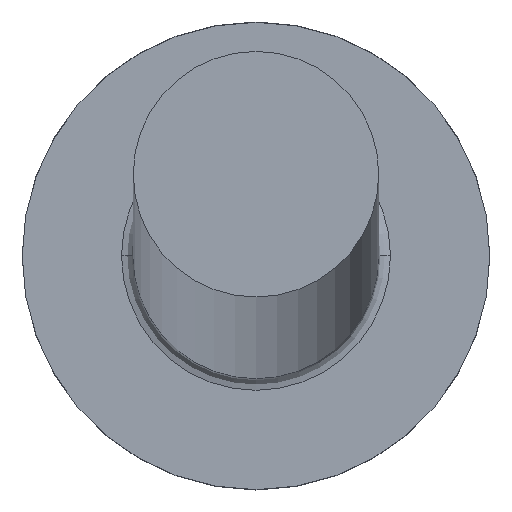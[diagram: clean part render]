
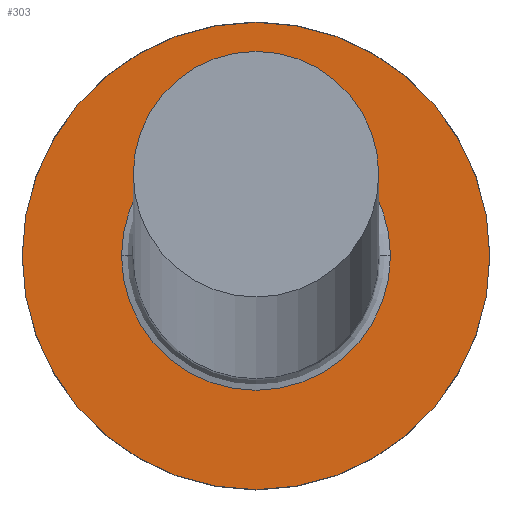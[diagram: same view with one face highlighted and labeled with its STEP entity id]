
A CAD part, top view. The second image highlights one B-rep face of the part: STEP entity #303.
In plain terms, the highlighted planar face has unit normal (0, 0, 1).
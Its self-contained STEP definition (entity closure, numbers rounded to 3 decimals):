
#12 = DIRECTION ( 'NONE',  ( 1., 0., 0. ) ) ;
#25 = DIRECTION ( 'NONE',  ( 0., 0., -1. ) ) ;
#34 = DIRECTION ( 'NONE',  ( 1., 0., 0. ) ) ;
#40 = AXIS2_PLACEMENT_3D ( 'NONE', #201, #267, #12 ) ;
#43 = PLANE ( 'NONE',  #296 ) ;
#56 = CARTESIAN_POINT ( 'NONE',  ( 0., 0., 3. ) ) ;
#61 = DIRECTION ( 'NONE',  ( 0., 0., 1. ) ) ;
#66 = CIRCLE ( 'NONE', #197, 2.3 ) ;
#70 = VERTEX_POINT ( 'NONE', #113 ) ;
#72 = ORIENTED_EDGE ( 'NONE', *, *, #223, .T. ) ;
#76 = DIRECTION ( 'NONE',  ( 0., 0., -1. ) ) ;
#77 = CIRCLE ( 'NONE', #246, 2.3 ) ;
#80 = CARTESIAN_POINT ( 'NONE',  ( 0., 0., 3. ) ) ;
#88 = EDGE_CURVE ( 'NONE', #307, #161, #66, .T. ) ;
#94 = EDGE_LOOP ( 'NONE', ( #72, #281 ) ) ;
#100 = CIRCLE ( 'NONE', #272, 4. ) ;
#105 = CARTESIAN_POINT ( 'NONE',  ( -2.3, 0., 3. ) ) ;
#113 = CARTESIAN_POINT ( 'NONE',  ( 4., 0., 3. ) ) ;
#117 = DIRECTION ( 'NONE',  ( 1., 0., 0. ) ) ;
#152 = CARTESIAN_POINT ( 'NONE',  ( -4., 0., 3. ) ) ;
#154 = DIRECTION ( 'NONE',  ( 1., 0., 0. ) ) ;
#157 = FACE_BOUND ( 'NONE', #290, .T. ) ;
#161 = VERTEX_POINT ( 'NONE', #214 ) ;
#172 = CARTESIAN_POINT ( 'NONE',  ( 0., 0., 3. ) ) ;
#174 = EDGE_CURVE ( 'NONE', #161, #307, #77, .T. ) ;
#186 = DIRECTION ( 'NONE',  ( 1., 0., 0. ) ) ;
#196 = DIRECTION ( 'NONE',  ( 0., 0., 1. ) ) ;
#197 = AXIS2_PLACEMENT_3D ( 'NONE', #282, #76, #186 ) ;
#201 = CARTESIAN_POINT ( 'NONE',  ( 0., 0., 3. ) ) ;
#214 = CARTESIAN_POINT ( 'NONE',  ( 2.3, 0., 3. ) ) ;
#223 = EDGE_CURVE ( 'NONE', #297, #70, #100, .T. ) ;
#246 = AXIS2_PLACEMENT_3D ( 'NONE', #80, #25, #117 ) ;
#252 = ORIENTED_EDGE ( 'NONE', *, *, #174, .T. ) ;
#254 = FACE_OUTER_BOUND ( 'NONE', #94, .T. ) ;
#258 = ORIENTED_EDGE ( 'NONE', *, *, #88, .T. ) ;
#267 = DIRECTION ( 'NONE',  ( 0., 0., 1. ) ) ;
#268 = EDGE_CURVE ( 'NONE', #70, #297, #295, .T. ) ;
#272 = AXIS2_PLACEMENT_3D ( 'NONE', #172, #196, #154 ) ;
#281 = ORIENTED_EDGE ( 'NONE', *, *, #268, .T. ) ;
#282 = CARTESIAN_POINT ( 'NONE',  ( 0., 0., 3. ) ) ;
#290 = EDGE_LOOP ( 'NONE', ( #252, #258 ) ) ;
#295 = CIRCLE ( 'NONE', #40, 4. ) ;
#296 = AXIS2_PLACEMENT_3D ( 'NONE', #56, #61, #34 ) ;
#297 = VERTEX_POINT ( 'NONE', #152 ) ;
#303 = ADVANCED_FACE ( 'NONE', ( #157, #254 ), #43, .T. ) ;
#307 = VERTEX_POINT ( 'NONE', #105 ) ;
